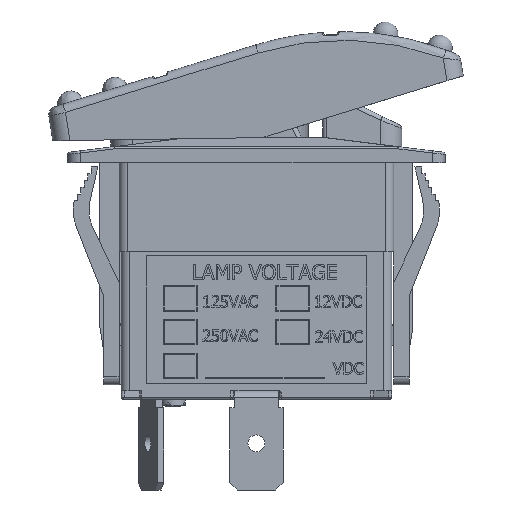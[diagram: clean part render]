
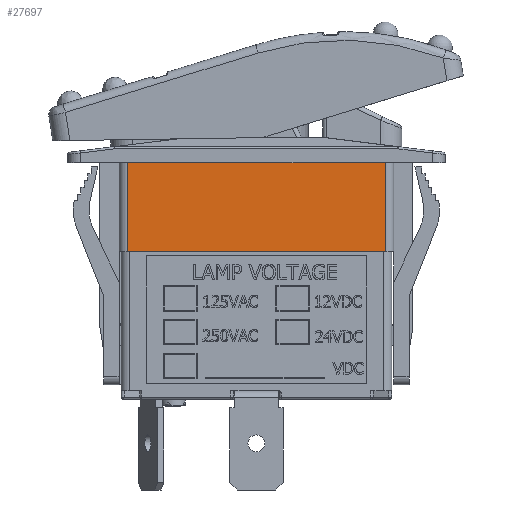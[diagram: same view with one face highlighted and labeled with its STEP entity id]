
A CAD part, front view. The second image highlights one B-rep face of the part: STEP entity #27697.
In plain terms, the highlighted planar face has unit normal (0, -1, 0).
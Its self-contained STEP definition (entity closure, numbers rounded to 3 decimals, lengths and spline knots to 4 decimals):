
#2428=LINE('',#47664,#5101);
#2656=LINE('',#48292,#5329);
#2658=LINE('',#48298,#5331);
#2659=LINE('',#48299,#5332);
#5101=VECTOR('',#33948,1.);
#5329=VECTOR('',#34422,1.);
#5331=VECTOR('',#34428,1.);
#5332=VECTOR('',#34429,1.);
#6664=PLANE('',#29426);
#7920=FACE_OUTER_BOUND('',#9555,.T.);
#9555=EDGE_LOOP('',(#23676,#23677,#23678,#23679));
#13138=VERTEX_POINT('',#47661);
#13139=VERTEX_POINT('',#47663);
#13392=VERTEX_POINT('',#48291);
#13394=VERTEX_POINT('',#48297);
#16667=EDGE_CURVE('',#13139,#13138,#2428,.T.);
#16973=EDGE_CURVE('',#13139,#13392,#2656,.T.);
#16976=EDGE_CURVE('',#13394,#13138,#2658,.T.);
#16977=EDGE_CURVE('',#13392,#13394,#2659,.T.);
#23676=ORIENTED_EDGE('',*,*,#16973,.F.);
#23677=ORIENTED_EDGE('',*,*,#16667,.T.);
#23678=ORIENTED_EDGE('',*,*,#16976,.F.);
#23679=ORIENTED_EDGE('',*,*,#16977,.F.);
#27697=ADVANCED_FACE('',(#7920),#6664,.T.);
#29426=AXIS2_PLACEMENT_3D('',#48296,#34426,#34427);
#33948=DIRECTION('',(1.,0.,0.));
#34422=DIRECTION('',(0.,0.,1.));
#34426=DIRECTION('center_axis',(0.,-1.,0.));
#34427=DIRECTION('ref_axis',(0.,0.,
1.));
#34428=DIRECTION('',(0.,0.,-1.));
#34429=DIRECTION('',(1.,0.,0.));
#47661=CARTESIAN_POINT('',(1.52,-1.04,1.74));
#47663=CARTESIAN_POINT('',(-1.52,-1.04,1.74));
#47664=CARTESIAN_POINT('',(-1.62,-1.04,1.74));
#48291=CARTESIAN_POINT('',(-1.52,-1.04,2.79));
#48292=CARTESIAN_POINT('',(-1.52,-1.04,2.79));
#48296=CARTESIAN_POINT('Origin',(-1.62,-1.04,2.79));
#48297=CARTESIAN_POINT('',(1.52,-1.04,2.79));
#48298=CARTESIAN_POINT('',(1.52,-1.04,2.79));
#48299=CARTESIAN_POINT('',(-0.81,-1.04,2.79));
